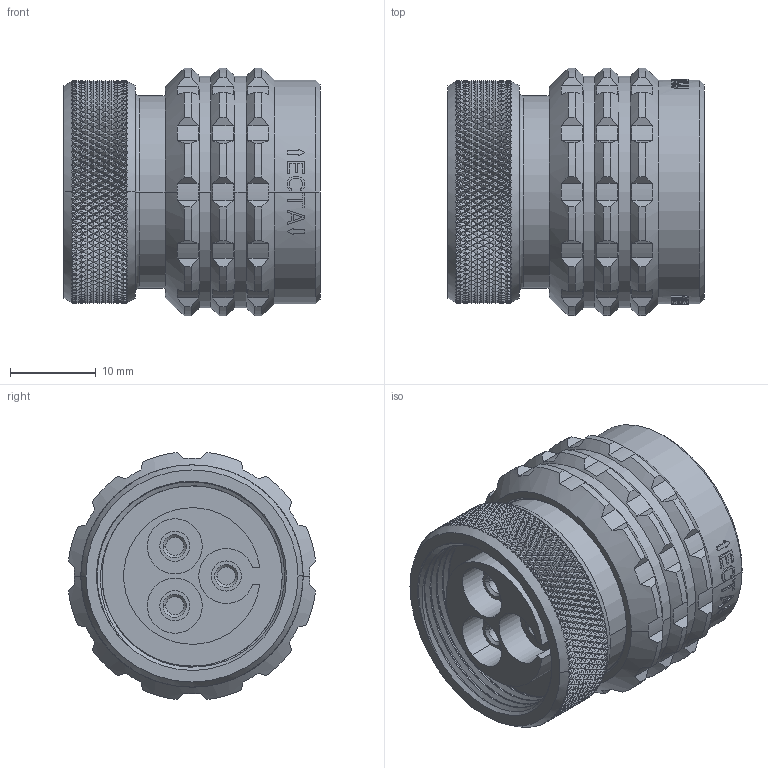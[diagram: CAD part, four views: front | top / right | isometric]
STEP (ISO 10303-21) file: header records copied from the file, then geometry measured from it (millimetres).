
FILE_DESCRIPTION((''),'2;1');
FILE_NAME('1331M303AFS_SW0001','2022-10-05T16:53:31',('paultorloting'),('NET AG system integration'),'CREO PARAMETRIC BY PTC INC, 2021404','CREO PARAMETRIC BY PTC INC, 2021404','');
FILE_SCHEMA(('AUTOMOTIVE_DESIGN { 1 0 10303 214 1 1 1 1 }'));
Products named in the file (1): 1331M303AFS_SW0001
Bounding box: 29.8 x 28.79 x 28.79 mm (x, y, z)
Volume: 12281.4 mm3; surface area: 8450.7 mm2
Topology: 1 solids, 1 shells, 6228 faces, 13885 edges, 7710 vertices
Faces by surface type: plane 4861, cylinder 1296, cone 43, torus 22, bspline 6
Entity records: 215708 total; most frequent: CARTESIAN_POINT 47734, ORIENTED_EDGE 27770, DIRECTION 21507, EDGE_CURVE 13885, VERTEX_POINT 7710, VECTOR 7280, LINE 7280, AXIS2_PLACEMENT_3D 7112
